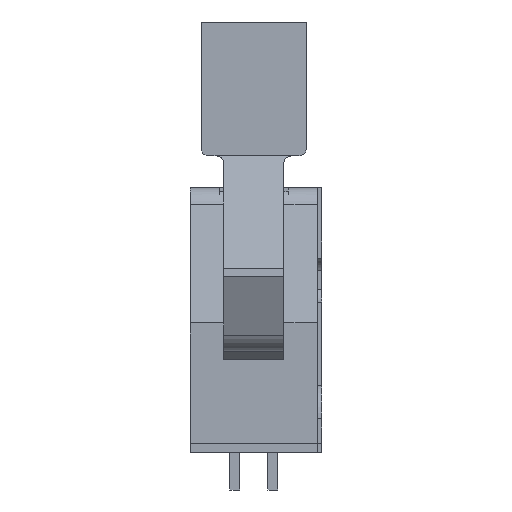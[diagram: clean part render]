
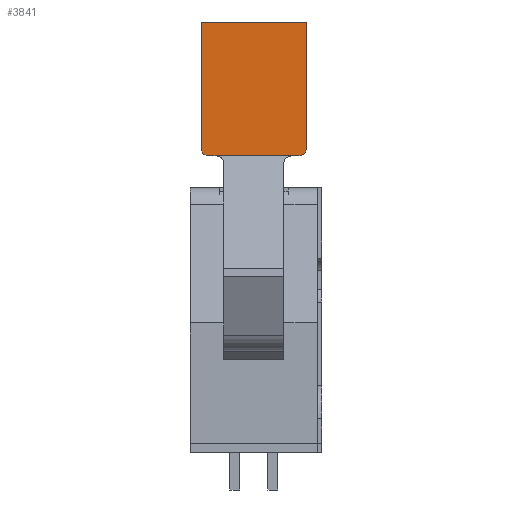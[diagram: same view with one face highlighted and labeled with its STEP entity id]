
A CAD part, front view. The second image highlights one B-rep face of the part: STEP entity #3841.
In plain terms, the highlighted face is planar.
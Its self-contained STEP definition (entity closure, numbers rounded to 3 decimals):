
#1232 = PLANE('',#1233);
#1233 = AXIS2_PLACEMENT_3D('',#1234,#1235,#1236);
#1234 = CARTESIAN_POINT('',(-25.198,7.07,28.6));
#1235 = DIRECTION('',(0.,0.,-1.));
#1236 = DIRECTION('',(1.,-0.,0.));
#1260 = PLANE('',#1261);
#1261 = AXIS2_PLACEMENT_3D('',#1262,#1263,#1264);
#1262 = CARTESIAN_POINT('',(-2.23,-20.32,0.));
#1263 = DIRECTION('',(-1.,0.,0.));
#1264 = DIRECTION('',(0.,-1.,0.));
#1314 = PLANE('',#1315);
#1315 = AXIS2_PLACEMENT_3D('',#1316,#1317,#1318);
#1316 = CARTESIAN_POINT('',(4.77,-20.32,0.));
#1317 = DIRECTION('',(-1.,0.,0.));
#1318 = DIRECTION('',(0.,-1.,0.));
#2639 = PLANE('',#2640);
#2640 = AXIS2_PLACEMENT_3D('',#2641,#2642,#2643);
#2641 = CARTESIAN_POINT('',(-2.23,7.07,19.7));
#2642 = DIRECTION('',(0.,0.,1.));
#2643 = DIRECTION('',(-1.,0.,0.));
#2672 = CYLINDRICAL_SURFACE('',#2673,0.5);
#2673 = AXIS2_PLACEMENT_3D('',#2674,#2675,#2676);
#2674 = CARTESIAN_POINT('',(4.27,7.07,20.2));
#2675 = DIRECTION('',(0.,-1.,0.));
#2676 = DIRECTION('',(1.,0.,0.));
#2750 = CYLINDRICAL_SURFACE('',#2751,0.5);
#2751 = AXIS2_PLACEMENT_3D('',#2752,#2753,#2754);
#2752 = CARTESIAN_POINT('',(-1.73,-20.32,20.2));
#2753 = DIRECTION('',(0.,1.,0.));
#2754 = DIRECTION('',(-1.,0.,0.));
#2778 = PLANE('',#2779);
#2779 = AXIS2_PLACEMENT_3D('',#2780,#2781,#2782);
#2780 = CARTESIAN_POINT('',(-2.23,7.07,19.7));
#2781 = DIRECTION('',(0.,0.,1.));
#2782 = DIRECTION('',(-1.,0.,0.));
#2972 = PLANE('',#2973);
#2973 = AXIS2_PLACEMENT_3D('',#2974,#2975,#2976);
#2974 = CARTESIAN_POINT('',(-25.198,7.07,19.7));
#2975 = DIRECTION('',(0.,-0.941,-0.338));
#2976 = DIRECTION('',(0.,-0.338,0.941));
#3722 = VERTEX_POINT('',#3723);
#3723 = CARTESIAN_POINT('',(-1.23,7.07,19.7));
#3768 = EDGE_CURVE('',#3722,#3769,#3771,.T.);
#3769 = VERTEX_POINT('',#3770);
#3770 = CARTESIAN_POINT('',(3.77,7.07,19.7));
#3771 = SURFACE_CURVE('',#3772,(#3776,#3783),.PCURVE_S1.);
#3772 = LINE('',#3773,#3774);
#3773 = CARTESIAN_POINT('',(-25.198,7.07,19.7));
#3774 = VECTOR('',#3775,1.);
#3775 = DIRECTION('',(1.,0.,-0.));
#3776 = PCURVE('',#2972,#3777);
#3777 = DEFINITIONAL_REPRESENTATION('',(#3778),#3782);
#3778 = LINE('',#3779,#3780);
#3779 = CARTESIAN_POINT('',(0.,0.));
#3780 = VECTOR('',#3781,1.);
#3781 = DIRECTION('',(0.,-1.));
#3782 = ( GEOMETRIC_REPRESENTATION_CONTEXT(2) 
PARAMETRIC_REPRESENTATION_CONTEXT() REPRESENTATION_CONTEXT('2D SPACE',''
  ) );
#3783 = PCURVE('',#3784,#3789);
#3784 = PLANE('',#3785);
#3785 = AXIS2_PLACEMENT_3D('',#3786,#3787,#3788);
#3786 = CARTESIAN_POINT('',(-25.198,7.07,28.6));
#3787 = DIRECTION('',(0.,-1.,0.));
#3788 = DIRECTION('',(1.,0.,0.));
#3789 = DEFINITIONAL_REPRESENTATION('',(#3790),#3794);
#3790 = LINE('',#3791,#3792);
#3791 = CARTESIAN_POINT('',(-0.,-8.9));
#3792 = VECTOR('',#3793,1.);
#3793 = DIRECTION('',(1.,-0.));
#3794 = ( GEOMETRIC_REPRESENTATION_CONTEXT(2) 
PARAMETRIC_REPRESENTATION_CONTEXT() REPRESENTATION_CONTEXT('2D SPACE',''
  ) );
#3841 = ADVANCED_FACE('',(#3842),#3784,.F.);
#3842 = FACE_BOUND('',#3843,.T.);
#3843 = EDGE_LOOP('',(#3844,#3869,#3897,#3918,#3919,#3942,#3970,#3993));
#3844 = ORIENTED_EDGE('',*,*,#3845,.T.);
#3845 = EDGE_CURVE('',#3846,#3848,#3850,.T.);
#3846 = VERTEX_POINT('',#3847);
#3847 = CARTESIAN_POINT('',(4.77,7.07,28.6));
#3848 = VERTEX_POINT('',#3849);
#3849 = CARTESIAN_POINT('',(4.77,7.07,20.2));
#3850 = SURFACE_CURVE('',#3851,(#3855,#3862),.PCURVE_S1.);
#3851 = LINE('',#3852,#3853);
#3852 = CARTESIAN_POINT('',(4.77,7.07,28.6));
#3853 = VECTOR('',#3854,1.);
#3854 = DIRECTION('',(0.,0.,-1.));
#3855 = PCURVE('',#3784,#3856);
#3856 = DEFINITIONAL_REPRESENTATION('',(#3857),#3861);
#3857 = LINE('',#3858,#3859);
#3858 = CARTESIAN_POINT('',(29.968,0.));
#3859 = VECTOR('',#3860,1.);
#3860 = DIRECTION('',(-0.,-1.));
#3861 = ( GEOMETRIC_REPRESENTATION_CONTEXT(2) 
PARAMETRIC_REPRESENTATION_CONTEXT() REPRESENTATION_CONTEXT('2D SPACE',''
  ) );
#3862 = PCURVE('',#1314,#3863);
#3863 = DEFINITIONAL_REPRESENTATION('',(#3864),#3868);
#3864 = LINE('',#3865,#3866);
#3865 = CARTESIAN_POINT('',(-27.39,28.6));
#3866 = VECTOR('',#3867,1.);
#3867 = DIRECTION('',(0.,-1.));
#3868 = ( GEOMETRIC_REPRESENTATION_CONTEXT(2) 
PARAMETRIC_REPRESENTATION_CONTEXT() REPRESENTATION_CONTEXT('2D SPACE',''
  ) );
#3869 = ORIENTED_EDGE('',*,*,#3870,.T.);
#3870 = EDGE_CURVE('',#3848,#3871,#3873,.T.);
#3871 = VERTEX_POINT('',#3872);
#3872 = CARTESIAN_POINT('',(4.27,7.07,19.7));
#3873 = SURFACE_CURVE('',#3874,(#3879,#3890),.PCURVE_S1.);
#3874 = CIRCLE('',#3875,0.5);
#3875 = AXIS2_PLACEMENT_3D('',#3876,#3877,#3878);
#3876 = CARTESIAN_POINT('',(4.27,7.07,20.2));
#3877 = DIRECTION('',(0.,1.,-0.));
#3878 = DIRECTION('',(1.,0.,0.));
#3879 = PCURVE('',#3784,#3880);
#3880 = DEFINITIONAL_REPRESENTATION('',(#3881),#3889);
#3881 = ( BOUNDED_CURVE() B_SPLINE_CURVE(2,(#3882,#3883,#3884,#3885,
#3886,#3887,#3888),.UNSPECIFIED.,.T.,.F.) B_SPLINE_CURVE_WITH_KNOTS((1,2
    ,2,2,2,1),(-2.094,0.,2.094,4.189,
6.283,8.378),.UNSPECIFIED.) CURVE() 
GEOMETRIC_REPRESENTATION_ITEM() RATIONAL_B_SPLINE_CURVE((1.,0.5,1.,0.5,
1.,0.5,1.)) REPRESENTATION_ITEM('') );
#3882 = CARTESIAN_POINT('',(29.968,-8.4));
#3883 = CARTESIAN_POINT('',(29.968,-9.266));
#3884 = CARTESIAN_POINT('',(29.218,-8.833));
#3885 = CARTESIAN_POINT('',(28.468,-8.4));
#3886 = CARTESIAN_POINT('',(29.218,-7.967));
#3887 = CARTESIAN_POINT('',(29.968,-7.534));
#3888 = CARTESIAN_POINT('',(29.968,-8.4));
#3889 = ( GEOMETRIC_REPRESENTATION_CONTEXT(2) 
PARAMETRIC_REPRESENTATION_CONTEXT() REPRESENTATION_CONTEXT('2D SPACE',''
  ) );
#3890 = PCURVE('',#2672,#3891);
#3891 = DEFINITIONAL_REPRESENTATION('',(#3892),#3896);
#3892 = LINE('',#3893,#3894);
#3893 = CARTESIAN_POINT('',(6.283,0.));
#3894 = VECTOR('',#3895,1.);
#3895 = DIRECTION('',(-1.,0.));
#3896 = ( GEOMETRIC_REPRESENTATION_CONTEXT(2) 
PARAMETRIC_REPRESENTATION_CONTEXT() REPRESENTATION_CONTEXT('2D SPACE',''
  ) );
#3897 = ORIENTED_EDGE('',*,*,#3898,.F.);
#3898 = EDGE_CURVE('',#3769,#3871,#3899,.T.);
#3899 = SURFACE_CURVE('',#3900,(#3904,#3911),.PCURVE_S1.);
#3900 = LINE('',#3901,#3902);
#3901 = CARTESIAN_POINT('',(-2.23,7.07,19.7));
#3902 = VECTOR('',#3903,1.);
#3903 = DIRECTION('',(1.,0.,-0.));
#3904 = PCURVE('',#3784,#3905);
#3905 = DEFINITIONAL_REPRESENTATION('',(#3906),#3910);
#3906 = LINE('',#3907,#3908);
#3907 = CARTESIAN_POINT('',(22.968,-8.9));
#3908 = VECTOR('',#3909,1.);
#3909 = DIRECTION('',(1.,-0.));
#3910 = ( GEOMETRIC_REPRESENTATION_CONTEXT(2) 
PARAMETRIC_REPRESENTATION_CONTEXT() REPRESENTATION_CONTEXT('2D SPACE',''
  ) );
#3911 = PCURVE('',#2639,#3912);
#3912 = DEFINITIONAL_REPRESENTATION('',(#3913),#3917);
#3913 = LINE('',#3914,#3915);
#3914 = CARTESIAN_POINT('',(0.,0.));
#3915 = VECTOR('',#3916,1.);
#3916 = DIRECTION('',(-1.,0.));
#3917 = ( GEOMETRIC_REPRESENTATION_CONTEXT(2) 
PARAMETRIC_REPRESENTATION_CONTEXT() REPRESENTATION_CONTEXT('2D SPACE',''
  ) );
#3918 = ORIENTED_EDGE('',*,*,#3768,.F.);
#3919 = ORIENTED_EDGE('',*,*,#3920,.F.);
#3920 = EDGE_CURVE('',#3921,#3722,#3923,.T.);
#3921 = VERTEX_POINT('',#3922);
#3922 = CARTESIAN_POINT('',(-1.73,7.07,19.7));
#3923 = SURFACE_CURVE('',#3924,(#3928,#3935),.PCURVE_S1.);
#3924 = LINE('',#3925,#3926);
#3925 = CARTESIAN_POINT('',(-2.23,7.07,19.7));
#3926 = VECTOR('',#3927,1.);
#3927 = DIRECTION('',(1.,0.,-0.));
#3928 = PCURVE('',#3784,#3929);
#3929 = DEFINITIONAL_REPRESENTATION('',(#3930),#3934);
#3930 = LINE('',#3931,#3932);
#3931 = CARTESIAN_POINT('',(22.968,-8.9));
#3932 = VECTOR('',#3933,1.);
#3933 = DIRECTION('',(1.,-0.));
#3934 = ( GEOMETRIC_REPRESENTATION_CONTEXT(2) 
PARAMETRIC_REPRESENTATION_CONTEXT() REPRESENTATION_CONTEXT('2D SPACE',''
  ) );
#3935 = PCURVE('',#2778,#3936);
#3936 = DEFINITIONAL_REPRESENTATION('',(#3937),#3941);
#3937 = LINE('',#3938,#3939);
#3938 = CARTESIAN_POINT('',(0.,0.));
#3939 = VECTOR('',#3940,1.);
#3940 = DIRECTION('',(-1.,0.));
#3941 = ( GEOMETRIC_REPRESENTATION_CONTEXT(2) 
PARAMETRIC_REPRESENTATION_CONTEXT() REPRESENTATION_CONTEXT('2D SPACE',''
  ) );
#3942 = ORIENTED_EDGE('',*,*,#3943,.T.);
#3943 = EDGE_CURVE('',#3921,#3944,#3946,.T.);
#3944 = VERTEX_POINT('',#3945);
#3945 = CARTESIAN_POINT('',(-2.23,7.07,20.2));
#3946 = SURFACE_CURVE('',#3947,(#3952,#3963),.PCURVE_S1.);
#3947 = CIRCLE('',#3948,0.5);
#3948 = AXIS2_PLACEMENT_3D('',#3949,#3950,#3951);
#3949 = CARTESIAN_POINT('',(-1.73,7.07,20.2));
#3950 = DIRECTION('',(0.,1.,-0.));
#3951 = DIRECTION('',(1.,0.,0.));
#3952 = PCURVE('',#3784,#3953);
#3953 = DEFINITIONAL_REPRESENTATION('',(#3954),#3962);
#3954 = ( BOUNDED_CURVE() B_SPLINE_CURVE(2,(#3955,#3956,#3957,#3958,
#3959,#3960,#3961),.UNSPECIFIED.,.T.,.F.) B_SPLINE_CURVE_WITH_KNOTS((1,2
    ,2,2,2,1),(-2.094,0.,2.094,4.189,
6.283,8.378),.UNSPECIFIED.) CURVE() 
GEOMETRIC_REPRESENTATION_ITEM() RATIONAL_B_SPLINE_CURVE((1.,0.5,1.,0.5,
1.,0.5,1.)) REPRESENTATION_ITEM('') );
#3955 = CARTESIAN_POINT('',(23.968,-8.4));
#3956 = CARTESIAN_POINT('',(23.968,-9.266));
#3957 = CARTESIAN_POINT('',(23.218,-8.833));
#3958 = CARTESIAN_POINT('',(22.468,-8.4));
#3959 = CARTESIAN_POINT('',(23.218,-7.967));
#3960 = CARTESIAN_POINT('',(23.968,-7.534));
#3961 = CARTESIAN_POINT('',(23.968,-8.4));
#3962 = ( GEOMETRIC_REPRESENTATION_CONTEXT(2) 
PARAMETRIC_REPRESENTATION_CONTEXT() REPRESENTATION_CONTEXT('2D SPACE',''
  ) );
#3963 = PCURVE('',#2750,#3964);
#3964 = DEFINITIONAL_REPRESENTATION('',(#3965),#3969);
#3965 = LINE('',#3966,#3967);
#3966 = CARTESIAN_POINT('',(3.142,27.39));
#3967 = VECTOR('',#3968,1.);
#3968 = DIRECTION('',(1.,0.));
#3969 = ( GEOMETRIC_REPRESENTATION_CONTEXT(2) 
PARAMETRIC_REPRESENTATION_CONTEXT() REPRESENTATION_CONTEXT('2D SPACE',''
  ) );
#3970 = ORIENTED_EDGE('',*,*,#3971,.F.);
#3971 = EDGE_CURVE('',#3972,#3944,#3974,.T.);
#3972 = VERTEX_POINT('',#3973);
#3973 = CARTESIAN_POINT('',(-2.23,7.07,28.6));
#3974 = SURFACE_CURVE('',#3975,(#3979,#3986),.PCURVE_S1.);
#3975 = LINE('',#3976,#3977);
#3976 = CARTESIAN_POINT('',(-2.23,7.07,28.6));
#3977 = VECTOR('',#3978,1.);
#3978 = DIRECTION('',(0.,0.,-1.));
#3979 = PCURVE('',#3784,#3980);
#3980 = DEFINITIONAL_REPRESENTATION('',(#3981),#3985);
#3981 = LINE('',#3982,#3983);
#3982 = CARTESIAN_POINT('',(22.968,0.));
#3983 = VECTOR('',#3984,1.);
#3984 = DIRECTION('',(-0.,-1.));
#3985 = ( GEOMETRIC_REPRESENTATION_CONTEXT(2) 
PARAMETRIC_REPRESENTATION_CONTEXT() REPRESENTATION_CONTEXT('2D SPACE',''
  ) );
#3986 = PCURVE('',#1260,#3987);
#3987 = DEFINITIONAL_REPRESENTATION('',(#3988),#3992);
#3988 = LINE('',#3989,#3990);
#3989 = CARTESIAN_POINT('',(-27.39,28.6));
#3990 = VECTOR('',#3991,1.);
#3991 = DIRECTION('',(0.,-1.));
#3992 = ( GEOMETRIC_REPRESENTATION_CONTEXT(2) 
PARAMETRIC_REPRESENTATION_CONTEXT() REPRESENTATION_CONTEXT('2D SPACE',''
  ) );
#3993 = ORIENTED_EDGE('',*,*,#3994,.T.);
#3994 = EDGE_CURVE('',#3972,#3846,#3995,.T.);
#3995 = SURFACE_CURVE('',#3996,(#4000,#4007),.PCURVE_S1.);
#3996 = LINE('',#3997,#3998);
#3997 = CARTESIAN_POINT('',(-25.198,7.07,28.6));
#3998 = VECTOR('',#3999,1.);
#3999 = DIRECTION('',(1.,0.,-0.));
#4000 = PCURVE('',#3784,#4001);
#4001 = DEFINITIONAL_REPRESENTATION('',(#4002),#4006);
#4002 = LINE('',#4003,#4004);
#4003 = CARTESIAN_POINT('',(0.,0.));
#4004 = VECTOR('',#4005,1.);
#4005 = DIRECTION('',(1.,-0.));
#4006 = ( GEOMETRIC_REPRESENTATION_CONTEXT(2) 
PARAMETRIC_REPRESENTATION_CONTEXT() REPRESENTATION_CONTEXT('2D SPACE',''
  ) );
#4007 = PCURVE('',#1232,#4008);
#4008 = DEFINITIONAL_REPRESENTATION('',(#4009),#4013);
#4009 = LINE('',#4010,#4011);
#4010 = CARTESIAN_POINT('',(0.,0.));
#4011 = VECTOR('',#4012,1.);
#4012 = DIRECTION('',(1.,0.));
#4013 = ( GEOMETRIC_REPRESENTATION_CONTEXT(2) 
PARAMETRIC_REPRESENTATION_CONTEXT() REPRESENTATION_CONTEXT('2D SPACE',''
  ) );
